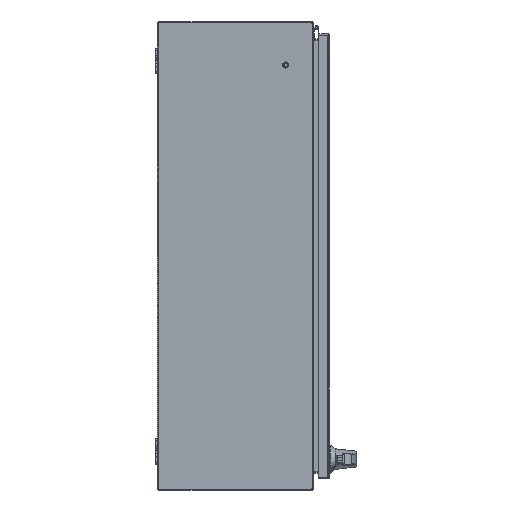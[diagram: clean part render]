
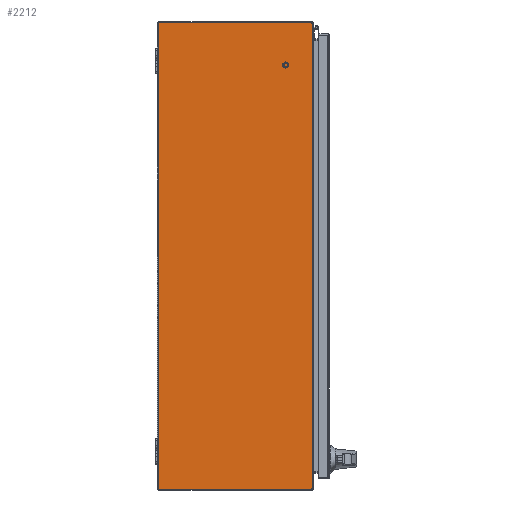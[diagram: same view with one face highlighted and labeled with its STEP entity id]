
A CAD part, front view. The second image highlights one B-rep face of the part: STEP entity #2212.
In plain terms, the highlighted face is planar.
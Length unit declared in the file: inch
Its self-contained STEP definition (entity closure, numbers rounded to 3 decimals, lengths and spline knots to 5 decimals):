
#1408 = CARTESIAN_POINT ( 'NONE',  ( 17.928, -0.072, -21. ) ) ;
#1953 = EDGE_CURVE ( 'NONE', #83269, #65027, #74342, .T. ) ;
#2212 = ADVANCED_FACE ( 'NONE', ( #101781 ), #85398, .T. ) ;
#7465 = LINE ( 'NONE', #37327, #28126 ) ;
#8195 = CARTESIAN_POINT ( 'NONE',  ( 17.928, -0.072, -21. ) ) ;
#8215 = ORIENTED_EDGE ( 'NONE', *, *, #89739, .T. ) ;
#9091 = CARTESIAN_POINT ( 'NONE',  ( 17.89842, -11.892, -21. ) ) ;
#9313 = VECTOR ( 'NONE', #69801, 39.37008 ) ;
#9356 = DIRECTION ( 'NONE',  ( 0., -1., 0. ) ) ;
#9522 = AXIS2_PLACEMENT_3D ( 'NONE', #25016, #42772, #51609 ) ;
#13521 = CIRCLE ( 'NONE', #9522, 0.25 ) ;
#20054 = VERTEX_POINT ( 'NONE', #9091 ) ;
#20930 = VERTEX_POINT ( 'NONE', #49715 ) ;
#21128 = EDGE_CURVE ( 'NONE', #75006, #20054, #13521, .T. ) ;
#25016 = CARTESIAN_POINT ( 'NONE',  ( 17.678, -11.77404, -21. ) ) ;
#28126 = VECTOR ( 'NONE', #90529, 39.37008 ) ;
#31063 = ORIENTED_EDGE ( 'NONE', *, *, #59844, .T. ) ;
#31663 = VECTOR ( 'NONE', #61207, 39.37008 ) ;
#31911 = DIRECTION ( 'NONE',  ( 0., 0., -1. ) ) ;
#35316 = DIRECTION ( 'NONE',  ( 1., 0., 0. ) ) ;
#37327 = CARTESIAN_POINT ( 'NONE',  ( 17.928, -11.892, -21. ) ) ;
#37401 = CARTESIAN_POINT ( 'NONE',  ( -17.89842, -11.892, -21. ) ) ;
#42772 = DIRECTION ( 'NONE',  ( 0., 0., -1. ) ) ;
#44078 = DIRECTION ( 'NONE',  ( 0., 0., -1. ) ) ;
#47772 = EDGE_LOOP ( 'NONE', ( #77835, #8215, #31063, #81904, #85301, #107557 ) ) ;
#49368 = LINE ( 'NONE', #8195, #9313 ) ;
#49715 = CARTESIAN_POINT ( 'NONE',  ( 17.928, -0.072, -21. ) ) ;
#51609 = DIRECTION ( 'NONE',  ( -1., 0., 0. ) ) ;
#54089 = CARTESIAN_POINT ( 'NONE',  ( -17.928, -0.072, -21. ) ) ;
#55119 = CARTESIAN_POINT ( 'NONE',  ( -17.928, -0.072, -21. ) ) ;
#57280 = CIRCLE ( 'NONE', #58184, 0.25 ) ;
#58184 = AXIS2_PLACEMENT_3D ( 'NONE', #84754, #31911, #83992 ) ;
#59844 = EDGE_CURVE ( 'NONE', #97521, #83269, #57280, .T. ) ;
#61207 = DIRECTION ( 'NONE',  ( 0., 1., 0. ) ) ;
#65027 = VERTEX_POINT ( 'NONE', #55119 ) ;
#67412 = AXIS2_PLACEMENT_3D ( 'NONE', #70219, #44078, #9356 ) ;
#69801 = DIRECTION ( 'NONE',  ( 0., -1., 0. ) ) ;
#70219 = CARTESIAN_POINT ( 'NONE',  ( 17.928, -0.072, -21. ) ) ;
#70435 = CARTESIAN_POINT ( 'NONE',  ( -17.928, -11.77404, -21. ) ) ;
#74342 = LINE ( 'NONE', #54089, #31663 ) ;
#75006 = VERTEX_POINT ( 'NONE', #105739 ) ;
#77835 = ORIENTED_EDGE ( 'NONE', *, *, #21128, .T. ) ;
#79940 = EDGE_CURVE ( 'NONE', #65027, #20930, #103443, .T. ) ;
#81386 = VECTOR ( 'NONE', #35316, 39.37008 ) ;
#81904 = ORIENTED_EDGE ( 'NONE', *, *, #1953, .T. ) ;
#83269 = VERTEX_POINT ( 'NONE', #70435 ) ;
#83992 = DIRECTION ( 'NONE',  ( -1., 0., 0. ) ) ;
#84754 = CARTESIAN_POINT ( 'NONE',  ( -17.678, -11.77404, -21. ) ) ;
#85301 = ORIENTED_EDGE ( 'NONE', *, *, #79940, .T. ) ;
#85398 = PLANE ( 'NONE',  #67412 ) ;
#89739 = EDGE_CURVE ( 'NONE', #20054, #97521, #7465, .T. ) ;
#90529 = DIRECTION ( 'NONE',  ( -1., 0., 0. ) ) ;
#97521 = VERTEX_POINT ( 'NONE', #37401 ) ;
#101781 = FACE_OUTER_BOUND ( 'NONE', #47772, .T. ) ;
#103443 = LINE ( 'NONE', #1408, #81386 ) ;
#105739 = CARTESIAN_POINT ( 'NONE',  ( 17.928, -11.77404, -21. ) ) ;
#107557 = ORIENTED_EDGE ( 'NONE', *, *, #112499, .T. ) ;
#112499 = EDGE_CURVE ( 'NONE', #20930, #75006, #49368, .T. ) ;
